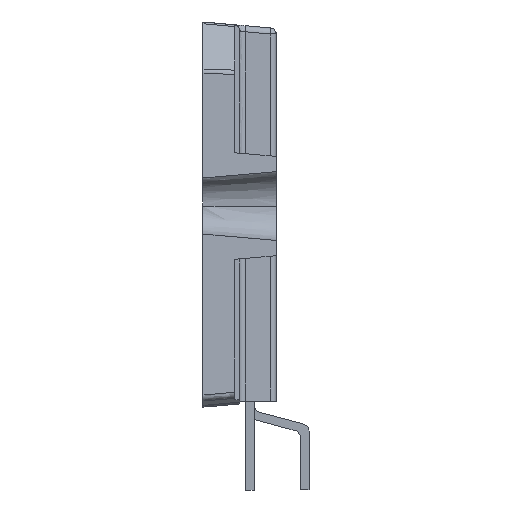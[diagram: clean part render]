
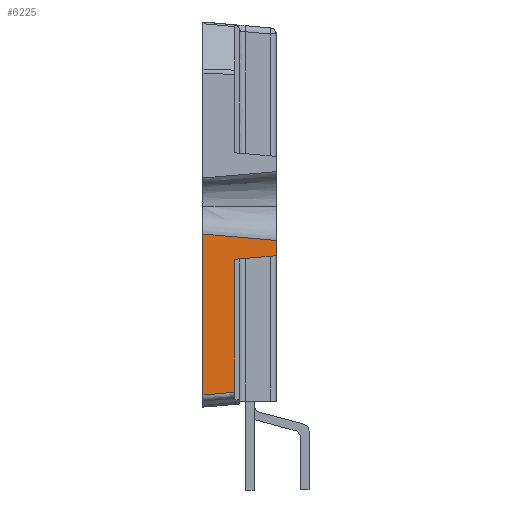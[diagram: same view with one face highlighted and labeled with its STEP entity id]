
A CAD part, left-side view. The second image highlights one B-rep face of the part: STEP entity #6225.
In plain terms, the highlighted planar face has unit normal (-0.996, -0.087, 0).
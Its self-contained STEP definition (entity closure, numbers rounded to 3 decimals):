
#5771=CARTESIAN_POINT('',(-35.19,3.85,3.498));
#5772=VERTEX_POINT('',#5771);
#5786=CARTESIAN_POINT('',(-35.19,3.85,16.7));
#5787=VERTEX_POINT('',#5786);
#5788=CARTESIAN_POINT('',(-35.19,3.85,16.7));
#5789=DIRECTION('',(0.0,0.0,-1.0));
#5790=VECTOR('',#5789,13.202);
#5791=LINE('',#5788,#5790);
#5792=EDGE_CURVE('',#5787,#5772,#5791,.T.);
#6178=CARTESIAN_POINT('',(-35.2,3.97,3.234));
#6179=DIRECTION('',(-0.996,-0.087,0.));
#6180=DIRECTION('',(0.087,-0.996,0.));
#6181=AXIS2_PLACEMENT_3D('',#6178,#6179,#6180);
#6182=PLANE('',#6181);
#6183=CARTESIAN_POINT('',(-34.963,1.25,14.627));
#6184=VERTEX_POINT('',#6183);
#6185=CARTESIAN_POINT('',(-34.963,1.25,3.726));
#6186=VERTEX_POINT('',#6185);
#6187=CARTESIAN_POINT('',(-34.963,1.25,14.627));
#6188=DIRECTION('',(0.0,0.0,-1.0));
#6189=VECTOR('',#6188,10.902);
#6190=LINE('',#6187,#6189);
#6191=EDGE_CURVE('',#6184,#6186,#6190,.T.);
#6192=ORIENTED_EDGE('',*,*,#6191,.F.);
#6193=CARTESIAN_POINT('',(-34.665,-2.15,14.925));
#6194=VERTEX_POINT('',#6193);
#6195=CARTESIAN_POINT('',(-34.665,-2.15,14.925));
#6196=DIRECTION('',(-0.087,0.992,-0.087));
#6197=VECTOR('',#6196,3.426);
#6198=LINE('',#6195,#6197);
#6199=EDGE_CURVE('',#6194,#6184,#6198,.T.);
#6200=ORIENTED_EDGE('',*,*,#6199,.F.);
#6201=CARTESIAN_POINT('',(-34.665,-2.15,16.175));
#6202=VERTEX_POINT('',#6201);
#6203=CARTESIAN_POINT('',(-34.665,-2.15,16.175));
#6204=DIRECTION('',(0.0,0.0,-1.0));
#6205=VECTOR('',#6204,1.25);
#6206=LINE('',#6203,#6205);
#6207=EDGE_CURVE('',#6202,#6194,#6206,.T.);
#6208=ORIENTED_EDGE('',*,*,#6207,.F.);
#6209=CARTESIAN_POINT('',(-35.19,3.85,16.7));
#6210=DIRECTION('',(0.087,-0.992,-0.087));
#6211=VECTOR('',#6210,6.046);
#6212=LINE('',#6209,#6211);
#6213=EDGE_CURVE('',#5787,#6202,#6212,.T.);
#6214=ORIENTED_EDGE('',*,*,#6213,.F.);
#6215=ORIENTED_EDGE('',*,*,#5792,.T.);
#6216=CARTESIAN_POINT('',(-34.963,1.25,3.726));
#6217=CARTESIAN_POINT('',(-35.038,2.117,3.65));
#6218=CARTESIAN_POINT('',(-35.114,2.983,3.574));
#6219=CARTESIAN_POINT('',(-35.19,3.85,3.498));
#6220=QUASI_UNIFORM_CURVE('',3,(#6216,#6217,#6218,#6219),.UNSPECIFIED.,.F.,.U.);
#6221=EDGE_CURVE('',#6186,#5772,#6220,.T.);
#6222=ORIENTED_EDGE('',*,*,#6221,.F.);
#6223=EDGE_LOOP('',(#6192,#6200,#6208,#6214,#6215,#6222));
#6224=FACE_OUTER_BOUND('',#6223,.T.);
#6225=ADVANCED_FACE('',(#6224),#6182,.T.);
